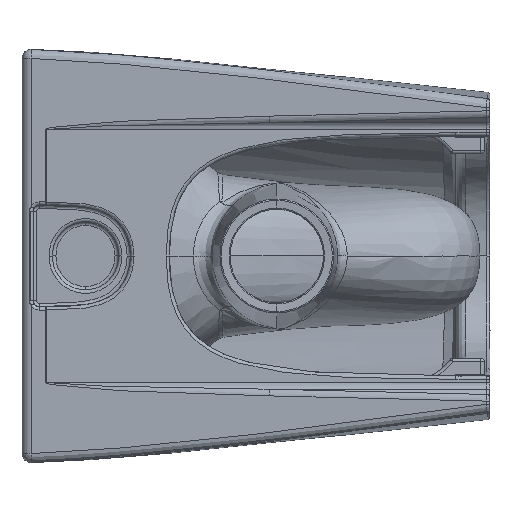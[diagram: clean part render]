
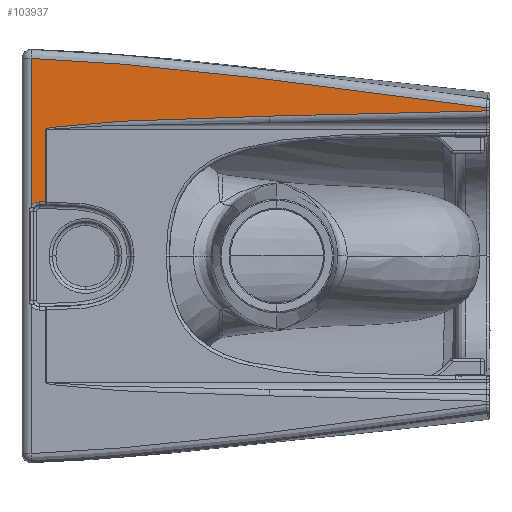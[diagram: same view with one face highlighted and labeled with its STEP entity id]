
A CAD part, left-side view. The second image highlights one B-rep face of the part: STEP entity #103937.
In plain terms, the highlighted planar face has unit normal (-1, 0, 0).
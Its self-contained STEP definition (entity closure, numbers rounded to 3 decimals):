
#13 = CARTESIAN_POINT ( 'NONE',  ( 3.115, 407., 179. ) ) ;
#140 = DIRECTION ( 'NONE',  ( 0., 0., 1. ) ) ;
#767 = EDGE_LOOP ( 'NONE', ( #110085, #78973, #29603, #75422, #21389, #49147, #81963, #29763 ) ) ;
#1152 = VERTEX_POINT ( 'NONE', #25781 ) ;
#5775 = CARTESIAN_POINT ( 'NONE',  ( 3.115, 397.958, 44.55 ) ) ;
#6838 = CARTESIAN_POINT ( 'NONE',  ( 3.115, 14.317, 128.751 ) ) ;
#14441 = VECTOR ( 'NONE', #140, 1000. ) ;
#15090 = CARTESIAN_POINT ( 'NONE',  ( 3.115, 365.025, 168.909 ) ) ;
#15626 = LINE ( 'NONE', #102801, #26368 ) ;
#17085 = LINE ( 'NONE', #13, #41144 ) ;
#18669 = CARTESIAN_POINT ( 'NONE',  ( 3.115, 314.756, 164.864 ) ) ;
#21389 = ORIENTED_EDGE ( 'NONE', *, *, #82030, .T. ) ;
#23989 = DIRECTION ( 'NONE',  ( 1., 0., 0. ) ) ;
#25781 = CARTESIAN_POINT ( 'NONE',  ( 3.115, 399.969, 44.547 ) ) ;
#26368 = VECTOR ( 'NONE', #74347, 1000. ) ;
#26412 = CARTESIAN_POINT ( 'NONE',  ( 3.115, 323.13, 165.614 ) ) ;
#27549 = CIRCLE ( 'NONE', #92115, 8. ) ;
#29533 = VECTOR ( 'NONE', #29733, 1000. ) ;
#29603 = ORIENTED_EDGE ( 'NONE', *, *, #40395, .T. ) ;
#29733 = DIRECTION ( 'NONE',  ( 0., 0., 1. ) ) ;
#29763 = ORIENTED_EDGE ( 'NONE', *, *, #117690, .T. ) ;
#30086 = VERTEX_POINT ( 'NONE', #45837 ) ;
#30192 = CARTESIAN_POINT ( 'NONE',  ( 3.115, 324.317, 117.076 ) ) ;
#30560 = VERTEX_POINT ( 'NONE', #60617 ) ;
#35430 = CARTESIAN_POINT ( 'NONE',  ( 3.115, 399.969, 44.547 ) ) ;
#35887 = CARTESIAN_POINT ( 'NONE',  ( 3.115, 22.638, 129.947 ) ) ;
#39197 = LINE ( 'NONE', #77723, #29533 ) ;
#40395 = EDGE_CURVE ( 'NONE', #1152, #84586, #116841, .T. ) ;
#41144 = VECTOR ( 'NONE', #104892, 1000. ) ;
#42944 = DIRECTION ( 'NONE',  ( 0., 0., -1. ) ) ;
#43517 = CARTESIAN_POINT ( 'NONE',  ( 3.115, 89.266, 139.075 ) ) ;
#43534 = VERTEX_POINT ( 'NONE', #118519 ) ;
#44295 = CARTESIAN_POINT ( 'NONE',  ( 3.115, 395.946, 44.554 ) ) ;
#44745 = CARTESIAN_POINT ( 'NONE',  ( 3.115, 47.613, 133.452 ) ) ;
#45837 = CARTESIAN_POINT ( 'NONE',  ( 3.115, 6., 127.521 ) ) ;
#49147 = ORIENTED_EDGE ( 'NONE', *, *, #60017, .T. ) ;
#49761 = CARTESIAN_POINT ( 'NONE',  ( 3.115, 393.935, 112.92 ) ) ;
#53604 = CARTESIAN_POINT ( 'NONE',  ( 3.115, 398.594, 170.67 ) ) ;
#54215 = CARTESIAN_POINT ( 'NONE',  ( 3.115, 6., 127.521 ) ) ;
#57348 = AXIS2_PLACEMENT_3D ( 'NONE', #71533, #94226, #85364 ) ;
#59858 = CARTESIAN_POINT ( 'NONE',  ( 3.115, 393.935, 108.382 ) ) ;
#60017 = EDGE_CURVE ( 'NONE', #97327, #61361, #15626, .T. ) ;
#60617 = CARTESIAN_POINT ( 'NONE',  ( 3.115, 393.935, 108.382 ) ) ;
#61361 = VERTEX_POINT ( 'NONE', #83498 ) ;
#62813 = CARTESIAN_POINT ( 'NONE',  ( 3.115, 393.935, 44.553 ) ) ;
#64319 = CARTESIAN_POINT ( 'NONE',  ( 3.115, 39.286, 132.298 ) ) ;
#65389 = CARTESIAN_POINT ( 'NONE',  ( 3.115, 196.802, 120.151 ) ) ;
#66657 = CARTESIAN_POINT ( 'NONE',  ( 3.115, 390.195, 170.335 ) ) ;
#67272 = CARTESIAN_POINT ( 'NONE',  ( 3.115, 348.26, 167.697 ) ) ;
#68077 = CARTESIAN_POINT ( 'NONE',  ( 3.115, 196.802, 120.151 ) ) ;
#68245 = CARTESIAN_POINT ( 'NONE',  ( 3.115, 399.956, 36.547 ) ) ;
#71533 = CARTESIAN_POINT ( 'NONE',  ( 3.115, 415., 179. ) ) ;
#73176 = CARTESIAN_POINT ( 'NONE',  ( 3.115, 122.612, 143.387 ) ) ;
#73804 = CARTESIAN_POINT ( 'NONE',  ( 3.115, 289.645, 162.517 ) ) ;
#74347 = DIRECTION ( 'NONE',  ( 0., -1., 0.024 ) ) ;
#74421 = CARTESIAN_POINT ( 'NONE',  ( 3.115, 222.768, 155.418 ) ) ;
#75422 = ORIENTED_EDGE ( 'NONE', *, *, #85829, .T. ) ;
#76764 = CARTESIAN_POINT ( 'NONE',  ( 3.115, 272.917, 160.826 ) ) ;
#77723 = CARTESIAN_POINT ( 'NONE',  ( 3.115, 6., 179. ) ) ;
#78973 = ORIENTED_EDGE ( 'NONE', *, *, #120756, .T. ) ;
#81019 = PLANE ( 'NONE',  #57348 ) ;
#81963 = ORIENTED_EDGE ( 'NONE', *, *, #120734, .T. ) ;
#82030 = EDGE_CURVE ( 'NONE', #30560, #97327, #113283, .T. ) ;
#82043 = CARTESIAN_POINT ( 'NONE',  ( 3.115, 373.411, 169.456 ) ) ;
#82657 = CARTESIAN_POINT ( 'NONE',  ( 3.115, 339.882, 167.03 ) ) ;
#82815 = CARTESIAN_POINT ( 'NONE',  ( 3.115, 393.935, 44.553 ) ) ;
#83498 = CARTESIAN_POINT ( 'NONE',  ( 3.115, 6., 124.751 ) ) ;
#84586 = VERTEX_POINT ( 'NONE', #62813 ) ;
#85364 = DIRECTION ( 'NONE',  ( 0., 0., -1. ) ) ;
#85829 = EDGE_CURVE ( 'NONE', #84586, #30560, #96792, .T. ) ;
#86255 = CARTESIAN_POINT ( 'NONE',  ( 3.115, 72.6, 136.865 ) ) ;
#86675 = CARTESIAN_POINT ( 'NONE',  ( 3.115, 393.935, 111.89 ) ) ;
#89819 = CARTESIAN_POINT ( 'NONE',  ( 3.115, 407., 170.889 ) ) ;
#92115 = AXIS2_PLACEMENT_3D ( 'NONE', #68245, #23989, #42944 ) ;
#92759 = CARTESIAN_POINT ( 'NONE',  ( 3.115, 407., 170.889 ) ) ;
#93373 = CARTESIAN_POINT ( 'NONE',  ( 3.115, 172.667, 149.579 ) ) ;
#94226 = DIRECTION ( 'NONE',  ( 1., 0., 0. ) ) ;
#96792 = LINE ( 'NONE', #86675, #14441 ) ;
#97327 = VERTEX_POINT ( 'NONE', #65389 ) ;
#98268 = EDGE_CURVE ( 'NONE', #123201, #43534, #17085, .T. ) ;
#101643 = CARTESIAN_POINT ( 'NONE',  ( 3.115, 189.362, 151.569 ) ) ;
#102801 = CARTESIAN_POINT ( 'NONE',  ( 3.115, 3.085, 124.821 ) ) ;
#102878 = CARTESIAN_POINT ( 'NONE',  ( 3.115, 139.292, 145.488 ) ) ;
#103937 = ADVANCED_FACE ( 'NONE', ( #122082 ), #81019, .F. ) ;
#104892 = DIRECTION ( 'NONE',  ( 0., 0., -1. ) ) ;
#110085 = ORIENTED_EDGE ( 'NONE', *, *, #98268, .T. ) ;
#111119 = CARTESIAN_POINT ( 'NONE',  ( 3.115, 385.998, 170.134 ) ) ;
#111443 = B_SPLINE_CURVE_WITH_KNOTS ( 'NONE', 3,
 ( #54215, #6838, #35887, #64319, #44745, #86255, #43517, #73176, #102878, #93373, #101643, #74421, #112975, #76764, #73804, #18669, #26412, #82657, #67272, #15090, #82043, #111119, #66657, #53604, #111735, #92759 ),
 .UNSPECIFIED., .F., .F.,
 ( 4, 2, 2, 2, 2, 2, 2, 2, 2, 2, 2, 2, 4 ),
 ( 0.003, 0.028, 0.053, 0.104, 0.154, 0.205, 0.255, 0.306, 0.331, 0.356, 0.381, 0.394, 0.407 ),
 .UNSPECIFIED. ) ;
#111735 = CARTESIAN_POINT ( 'NONE',  ( 3.115, 402.795, 170.805 ) ) ;
#112975 = CARTESIAN_POINT ( 'NONE',  ( 3.115, 239.479, 157.277 ) ) ;
#113283 =( BOUNDED_CURVE ( )  B_SPLINE_CURVE ( 3, ( #59858, #49761, #30192, #68077 ),
 .UNSPECIFIED., .F., .F. ) 
 B_SPLINE_CURVE_WITH_KNOTS ( ( 4, 4 ),
 ( 0., 0.826 ),
 .UNSPECIFIED. ) 
 CURVE ( )  GEOMETRIC_REPRESENTATION_ITEM ( )  RATIONAL_B_SPLINE_CURVE ( ( 1., 0.944, 0.944, 1. ) ) 
 REPRESENTATION_ITEM ( '' )  );
#116841 = B_SPLINE_CURVE_WITH_KNOTS ( 'NONE', 3,
 ( #35430, #5775, #44295, #82815 ),
 .UNSPECIFIED., .F., .F.,
 ( 4, 4 ),
 ( 0., 0.006 ),
 .UNSPECIFIED. ) ;
#117690 = EDGE_CURVE ( 'NONE', #30086, #123201, #111443, .T. ) ;
#118519 = CARTESIAN_POINT ( 'NONE',  ( 3.115, 407., 40.339 ) ) ;
#120734 = EDGE_CURVE ( 'NONE', #61361, #30086, #39197, .T. ) ;
#120756 = EDGE_CURVE ( 'NONE', #43534, #1152, #27549, .T. ) ;
#122082 = FACE_OUTER_BOUND ( 'NONE', #767, .T. ) ;
#123201 = VERTEX_POINT ( 'NONE', #89819 ) ;
